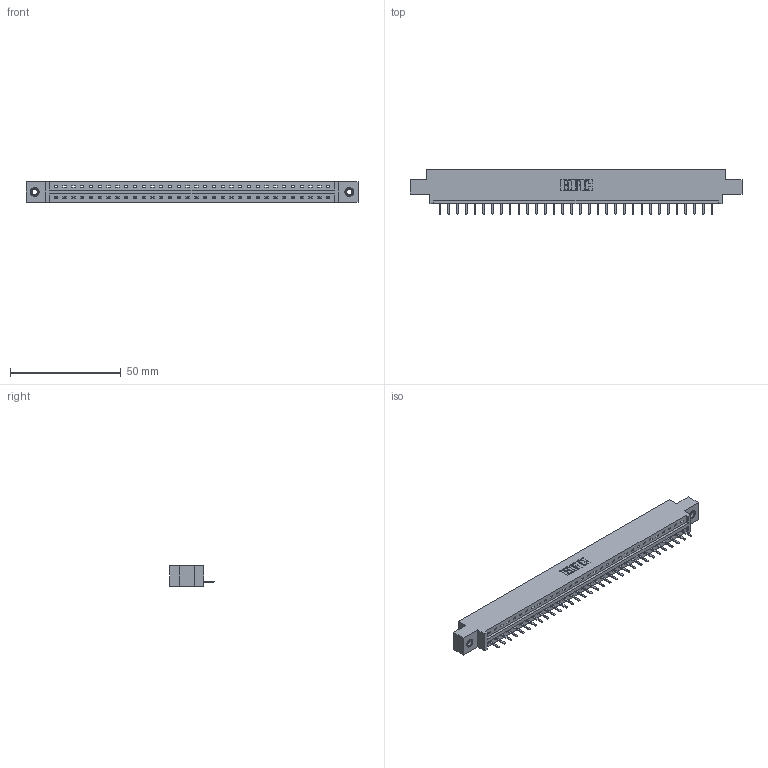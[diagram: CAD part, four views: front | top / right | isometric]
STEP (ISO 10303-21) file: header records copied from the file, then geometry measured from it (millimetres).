
FILE_DESCRIPTION (( 'STEP AP203' ), '1' );
FILE_NAME ('337-032-520-607.STEP', '2018-08-07T04:39:36', ( '' ), ( '' ), 'SwSTEP 2.0', 'SolidWorks 2016', '' );
FILE_SCHEMA (( 'CONFIG_CONTROL_DESIGN' ));
Length unit declared in the file: inch
Products named in the file (4): 337-032-520-607; 337 Part_0.170 Offset - 0.156 Dia-TI; 345-292-001_345-293-120; 345-250-001_345-250-005-103
Assembly tree (35 placements, depth 2):
  337-032-520-607
    337 Part_0.170 Offset - 0.156 Dia-TI
    345-292-001_345-293-120  x32
    345-250-001_345-250-005-103  x2
Bounding box: 149.81 x 20.02 x 9.4 mm (x, y, z)
Volume: 15221.9 mm3; surface area: 15480.3 mm2
Topology: 35 solids, 35 shells, 2290 faces, 6731 edges, 4394 vertices
Faces by surface type: plane 1642, cylinder 632, cone 12, torus 4
Entity records: 26512 total; most frequent: CARTESIAN_POINT 4609, ORIENTED_EDGE 4558, DIRECTION 3921, EDGE_CURVE 2279, LINE 2127, VECTOR 2127, VERTEX_POINT 1512, AXIS2_PLACEMENT_3D 897
